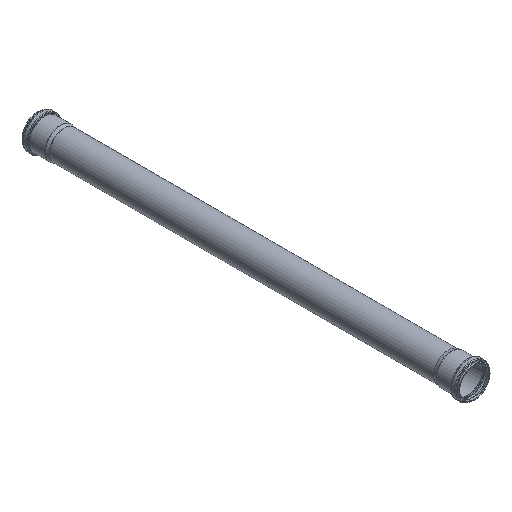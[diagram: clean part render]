
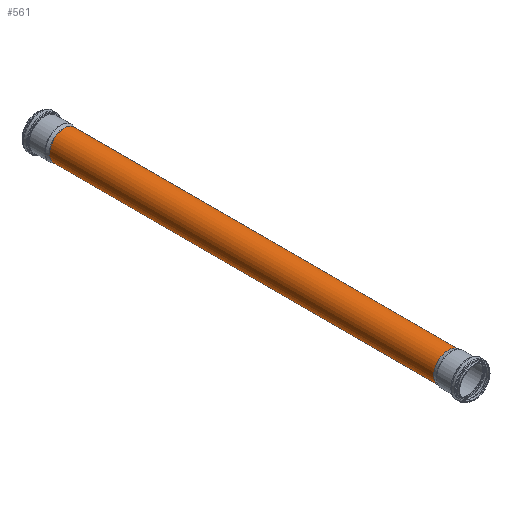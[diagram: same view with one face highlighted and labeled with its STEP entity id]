
A CAD part, isometric view. The second image highlights one B-rep face of the part: STEP entity #561.
In plain terms, the highlighted cylindrical face has radius 37.65 mm (diameter 75.3 mm), a full revolution.
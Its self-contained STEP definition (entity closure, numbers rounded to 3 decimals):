
#47=CYLINDRICAL_SURFACE('',#642,37.65);
#81=FACE_BOUND('',#212,.T.);
#133=FACE_OUTER_BOUND('',#211,.T.);
#211=EDGE_LOOP('',(#471));
#212=EDGE_LOOP('',(#472));
#288=CIRCLE('',#639,37.65);
#290=CIRCLE('',#643,37.65);
#340=VERTEX_POINT('',#979);
#342=VERTEX_POINT('',#985);
#392=EDGE_CURVE('',#340,#340,#288,.T.);
#394=EDGE_CURVE('',#342,#342,#290,.T.);
#471=ORIENTED_EDGE('',*,*,#392,.F.);
#472=ORIENTED_EDGE('',*,*,#394,.T.);
#561=ADVANCED_FACE('',(#133,#81),#47,.T.);
#639=AXIS2_PLACEMENT_3D('',#980,#795,#796);
#642=AXIS2_PLACEMENT_3D('',#984,#801,#802);
#643=AXIS2_PLACEMENT_3D('',#986,#803,#804);
#795=DIRECTION('center_axis',(0.,-1.,0.));
#796=DIRECTION('ref_axis',(1.,0.,0.));
#801=DIRECTION('center_axis',(0.,-1.,0.));
#802=DIRECTION('ref_axis',(1.,0.,0.));
#803=DIRECTION('center_axis',(0.,-1.,0.));
#804=DIRECTION('ref_axis',(1.,0.,0.));
#979=CARTESIAN_POINT('',(37.65,-993.05,0.));
#980=CARTESIAN_POINT('Origin',(0.,-993.05,0.));
#984=CARTESIAN_POINT('Origin',(0.,0.242,
0.));
#985=CARTESIAN_POINT('',(37.65,0.483,0.));
#986=CARTESIAN_POINT('Origin',(0.,0.483,0.));
